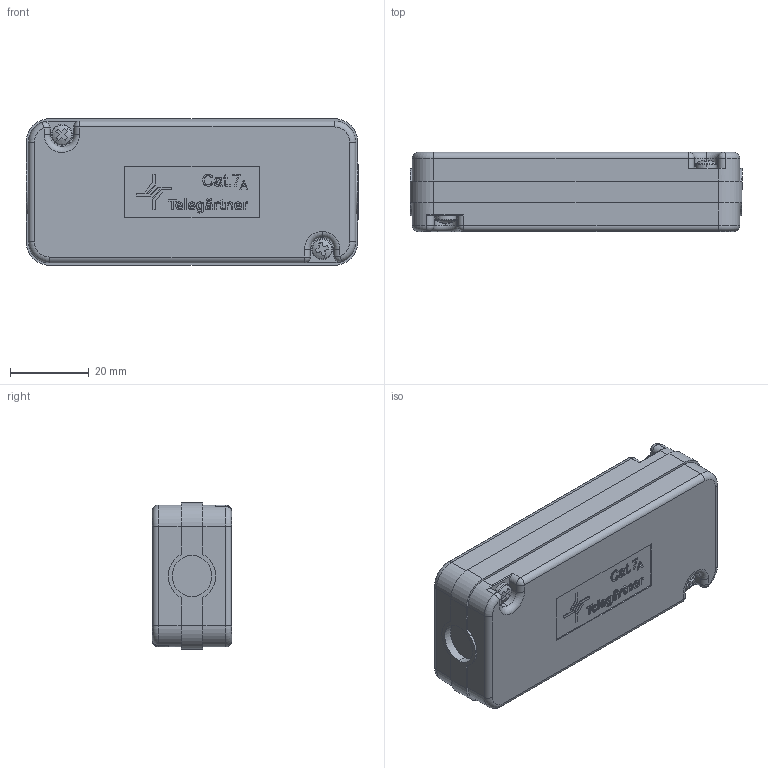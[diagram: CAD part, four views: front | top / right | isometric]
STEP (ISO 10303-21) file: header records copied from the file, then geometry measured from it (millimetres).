
FILE_DESCRIPTION (( 'STEP AP214' ), '1' );
FILE_NAME ('J00060A0069H50.STEP', '2015-06-16T14:13:57', ( '' ), ( '' ), 'SwSTEP 2.0', 'SolidWorks 2015', '' );
FILE_SCHEMA (( 'AUTOMOTIVE_DESIGN' ));
Length unit declared in the file: millimetre
Products named in the file (1): J00060A0069H50
Bounding box: 84.2 x 20.1 x 37.2 mm (x, y, z)
Volume: 59081.5 mm3; surface area: 11061.7 mm2
Topology: 1 solids, 1 shells, 753 faces, 2000 edges, 1309 vertices
Faces by surface type: plane 430, bspline 218, cylinder 63, torus 26, sphere 16
Entity records: 35463 total; most frequent: CARTESIAN_POINT 9876, ORIENTED_EDGE 3984, DIRECTION 2857, EDGE_CURVE 1992, VERTEX_POINT 1309, LINE 1309, VECTOR 1309, EDGE_LOOP 821
